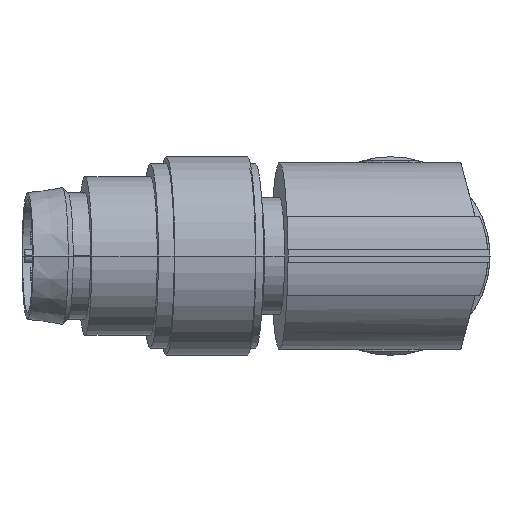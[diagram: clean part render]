
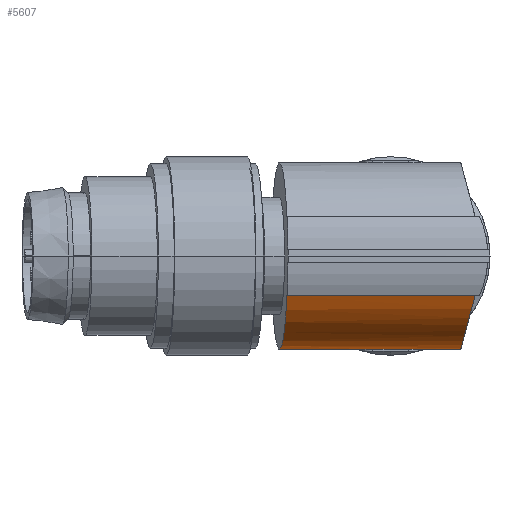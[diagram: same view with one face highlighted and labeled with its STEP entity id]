
A CAD part, left-side view. The second image highlights one B-rep face of the part: STEP entity #5607.
In plain terms, the highlighted cylindrical face has radius 4.7 mm (diameter 9.4 mm), a partial arc.
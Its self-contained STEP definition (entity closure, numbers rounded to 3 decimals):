
#595=CARTESIAN_POINT('',(575.968,902.39,1284.599));
#596=DIRECTION('',(-0.087,0.996,0.));
#597=DIRECTION('',(0.901,0.079,-0.426));
#598=AXIS2_PLACEMENT_3D('',#595,#596,#597);
#897=DIRECTION('',(-0.087,0.996,0.));
#898=VECTOR('',#897,1.722);
#899=CARTESIAN_POINT('',(580.355,901.045,1282.599));
#900=LINE('',#899,#898);
#911=CARTESIAN_POINT('',(577.985,895.392,1280.112));
#912=CARTESIAN_POINT('',(578.249,895.15,1280.188));
#913=CARTESIAN_POINT('',(578.748,894.693,1280.373));
#914=CARTESIAN_POINT('',(579.402,894.094,1280.73));
#915=CARTESIAN_POINT('',(579.964,893.578,1281.149));
#916=CARTESIAN_POINT('',(580.432,893.15,1281.607));
#917=CARTESIAN_POINT('',(580.809,892.804,1282.089));
#918=CARTESIAN_POINT('',(581.002,892.627,1282.413));
#919=CARTESIAN_POINT('',(581.085,892.551,1282.572));
#924=CARTESIAN_POINT('',(576.201,897.692,1279.902));
#925=CARTESIAN_POINT('',(576.201,897.092,1279.904));
#926=CARTESIAN_POINT('',(576.201,896.492,1279.907));
#927=CARTESIAN_POINT('',(576.201,895.892,1279.911));
#932=CARTESIAN_POINT('',(580.355,901.045,1282.599));
#933=CARTESIAN_POINT('',(580.282,900.966,1282.431));
#934=CARTESIAN_POINT('',(580.115,900.783,1282.093));
#935=CARTESIAN_POINT('',(579.789,900.427,1281.598));
#936=CARTESIAN_POINT('',(579.389,899.991,1281.135));
#937=CARTESIAN_POINT('',(578.914,899.472,1280.718));
#938=CARTESIAN_POINT('',(578.367,898.876,1280.367));
#939=CARTESIAN_POINT('',(577.956,898.428,1280.186));
#940=CARTESIAN_POINT('',(577.74,898.192,1280.112));
#945=CARTESIAN_POINT('',(572.56,892.544,1282.599));
#946=CARTESIAN_POINT('',(572.729,892.645,1282.222));
#947=CARTESIAN_POINT('',(573.072,892.788,1281.69));
#948=CARTESIAN_POINT('',(573.766,892.99,1280.934));
#949=CARTESIAN_POINT('',(574.641,893.145,1280.355));
#950=CARTESIAN_POINT('',(575.698,893.246,1279.978));
#951=CARTESIAN_POINT('',(576.761,893.278,1279.86));
#952=CARTESIAN_POINT('',(577.83,893.247,1279.977));
#953=CARTESIAN_POINT('',(578.904,893.146,1280.351));
#954=CARTESIAN_POINT('',(579.805,892.992,1280.927));
#955=CARTESIAN_POINT('',(580.532,892.791,1281.676));
#956=CARTESIAN_POINT('',(580.899,892.65,1282.203));
#957=CARTESIAN_POINT('',(581.085,892.551,1282.572));
#969=DIRECTION('',(0.087,-0.996,0.));
#970=VECTOR('',#969,9.511);
#971=CARTESIAN_POINT('',(571.731,902.019,1282.599));
#972=LINE('',#971,#970);
#1086=CARTESIAN_POINT('',(576.701,898.192,1279.913));
#1087=CARTESIAN_POINT('',(577.055,898.192,1279.94));
#1088=CARTESIAN_POINT('',(577.401,898.192,1280.007));
#1089=CARTESIAN_POINT('',(577.74,898.192,1280.112));
#1165=CARTESIAN_POINT('',(576.701,895.392,1279.9));
#1166=CARTESIAN_POINT('',(576.635,895.392,1279.899));
#1167=CARTESIAN_POINT('',(576.504,895.418,1279.899));
#1168=CARTESIAN_POINT('',(576.337,895.529,1279.904));
#1169=CARTESIAN_POINT('',(576.226,895.696,1279.91));
#1170=CARTESIAN_POINT('',(576.201,895.826,1279.911));
#1171=CARTESIAN_POINT('',(576.201,895.892,1279.911));
#1190=CARTESIAN_POINT('',(577.985,895.392,1280.112));
#1191=CARTESIAN_POINT('',(577.567,895.392,1279.982));
#1192=CARTESIAN_POINT('',(577.139,895.392,1279.912));
#1193=CARTESIAN_POINT('',(576.701,895.392,1279.9));
#1253=CARTESIAN_POINT('',(576.201,897.692,1279.902));
#1254=CARTESIAN_POINT('',(576.201,897.757,1279.902));
#1255=CARTESIAN_POINT('',(576.227,897.888,1279.9));
#1256=CARTESIAN_POINT('',(576.338,898.055,1279.898));
#1257=CARTESIAN_POINT('',(576.505,898.166,1279.901));
#1258=CARTESIAN_POINT('',(576.635,898.192,1279.908));
#1259=CARTESIAN_POINT('',(576.701,898.192,1279.913));
#4259=CARTESIAN_POINT('',(580.205,902.76,1282.599));
#4261=VERTEX_POINT('',#4259);
#4301=VERTEX_POINT('',#911);
#4302=VERTEX_POINT('',#919);
#4303=CARTESIAN_POINT('',(576.701,898.192,1279.913));
#4305=VERTEX_POINT('',#4303);
#4341=VERTEX_POINT('',#924);
#4342=VERTEX_POINT('',#927);
#4627=CARTESIAN_POINT('',(572.56,892.544,1282.599));
#4628=VERTEX_POINT('',#4627);
#4805=VERTEX_POINT('',#932);
#4806=VERTEX_POINT('',#940);
#4811=CARTESIAN_POINT('',(571.731,902.019,1282.599));
#4812=VERTEX_POINT('',#4811);
#4820=CARTESIAN_POINT('',(576.701,895.392,1279.9));
#4822=VERTEX_POINT('',#4820);
#5580=CARTESIAN_POINT('',(575.968,902.39,1284.599));
#5581=DIRECTION('',(0.087,-0.996,0.));
#5582=DIRECTION('',(0.996,0.087,0.));
#5583=AXIS2_PLACEMENT_3D('',#5580,#5581,#5582);
#5584=CYLINDRICAL_SURFACE('',#5583,4.7);
#5586=ORIENTED_EDGE('',*,*,#5585,.T.);
#5588=ORIENTED_EDGE('',*,*,#5587,.F.);
#5590=ORIENTED_EDGE('',*,*,#5589,.T.);
#5592=ORIENTED_EDGE('',*,*,#5591,.T.);
#5594=ORIENTED_EDGE('',*,*,#5593,.F.);
#5596=ORIENTED_EDGE('',*,*,#5595,.T.);
#5598=ORIENTED_EDGE('',*,*,#5597,.T.);
#5600=ORIENTED_EDGE('',*,*,#5599,.F.);
#5601=ORIENTED_EDGE('',*,*,#5568,.T.);
#5602=ORIENTED_EDGE('',*,*,#5363,.T.);
#5604=ORIENTED_EDGE('',*,*,#5603,.T.);
#5605=EDGE_LOOP('',(#5586,#5588,#5590,#5592,#5594,#5596,#5598,#5600,#5601,#5602,
#5604));
#5606=FACE_OUTER_BOUND('',#5605,.F.);
#599=CIRCLE('',#598,4.7);
#920=B_SPLINE_CURVE_WITH_KNOTS('',3,(#911,#912,#913,#914,#915,#916,#917,#918,
#919),.UNSPECIFIED.,.F.,.F.,(4,1,1,1,1,1,4),(0.,0.167,
0.333,0.5,0.667,0.833,1.),
.UNSPECIFIED.);
#928=B_SPLINE_CURVE_WITH_KNOTS('',3,(#924,#925,#926,#927),.UNSPECIFIED.,.F.,.F.,
(4,4),(0.,1.),.UNSPECIFIED.);
#941=B_SPLINE_CURVE_WITH_KNOTS('',3,(#932,#933,#934,#935,#936,#937,#938,#939,
#940),.UNSPECIFIED.,.F.,.F.,(4,1,1,1,1,1,4),(0.,0.167,
0.333,0.5,0.667,0.833,1.),
.UNSPECIFIED.);
#958=B_SPLINE_CURVE_WITH_KNOTS('',3,(#945,#946,#947,#948,#949,#950,#951,#952,
#953,#954,#955,#956,#957),.UNSPECIFIED.,.F.,.F.,(4,1,1,1,1,1,1,1,1,1,4),(0.,
0.063,0.125,0.25,0.375,0.5,0.625,0.75,0.875,0.938,1.),
.UNSPECIFIED.);
#1090=B_SPLINE_CURVE_WITH_KNOTS('',3,(#1086,#1087,#1088,#1089),.UNSPECIFIED.,
.F.,.F.,(4,4),(0.,1.),.UNSPECIFIED.);
#1172=B_SPLINE_CURVE_WITH_KNOTS('',3,(#1165,#1166,#1167,#1168,#1169,#1170,
#1171),.UNSPECIFIED.,.F.,.F.,(4,1,1,1,4),(0.,0.25,0.5,0.75,1.),
.UNSPECIFIED.);
#1194=B_SPLINE_CURVE_WITH_KNOTS('',3,(#1190,#1191,#1192,#1193),.UNSPECIFIED.,
.F.,.F.,(4,4),(0.,1.),.UNSPECIFIED.);
#1260=B_SPLINE_CURVE_WITH_KNOTS('',3,(#1253,#1254,#1255,#1256,#1257,#1258,
#1259),.UNSPECIFIED.,.F.,.F.,(4,1,1,1,4),(0.,0.25,0.5,0.75,1.),
.UNSPECIFIED.);
#5363=EDGE_CURVE('',#4261,#4812,#599,.T.);
#5568=EDGE_CURVE('',#4805,#4261,#900,.T.);
#5585=EDGE_CURVE('',#4628,#4302,#958,.T.);
#5587=EDGE_CURVE('',#4301,#4302,#920,.T.);
#5589=EDGE_CURVE('',#4301,#4822,#1194,.T.);
#5591=EDGE_CURVE('',#4822,#4342,#1172,.T.);
#5593=EDGE_CURVE('',#4341,#4342,#928,.T.);
#5595=EDGE_CURVE('',#4341,#4305,#1260,.T.);
#5597=EDGE_CURVE('',#4305,#4806,#1090,.T.);
#5599=EDGE_CURVE('',#4805,#4806,#941,.T.);
#5603=EDGE_CURVE('',#4812,#4628,#972,.T.);
#5607=ADVANCED_FACE('',(#5606),#5584,.T.);
